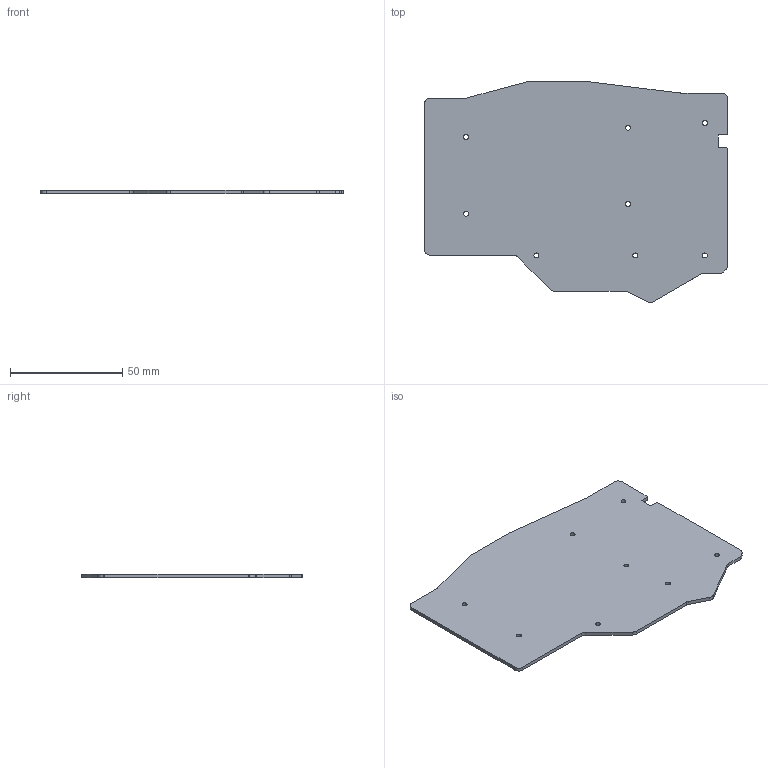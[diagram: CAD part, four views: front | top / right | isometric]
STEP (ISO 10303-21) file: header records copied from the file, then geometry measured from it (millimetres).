
FILE_DESCRIPTION(('KiCad electronic assembly'),'2;1');
FILE_NAME('SP56_Bottom.step','2021-02-26T09:31:14',('Pcbnew'),('Kicad'), 'Open CASCADE STEP processor 7.5','KiCad to STEP converter','Unknown' );
FILE_SCHEMA(('AUTOMOTIVE_DESIGN { 1 0 10303 214 1 1 1 1 }'));
Length unit declared in the file: millimetre
Products named in the file (2): Open CASCADE STEP translator 7.5 1; COMPOUND
Assembly tree (1 placements, depth 2):
  Open CASCADE STEP translator 7.5 1
    COMPOUND
Bounding box: 134.81 x 98.31 x 1.6 mm (x, y, z)
Volume: 17915.9 mm3; surface area: 23179 mm2
Topology: 1 solids, 1 shells, 48 faces, 138 edges, 92 vertices
Faces by surface type: cylinder 26, plane 22
Full cylindrical faces by diameter (mm): 2.2 x8
Entity records: 3623 total; most frequent: CARTESIAN_POINT 868, DIRECTION 514, LINE 310, VECTOR 310, ORIENTED_EDGE 276, PCURVE 276, DEFINITIONAL_REPRESENTATION 276, EDGE_CURVE 138
